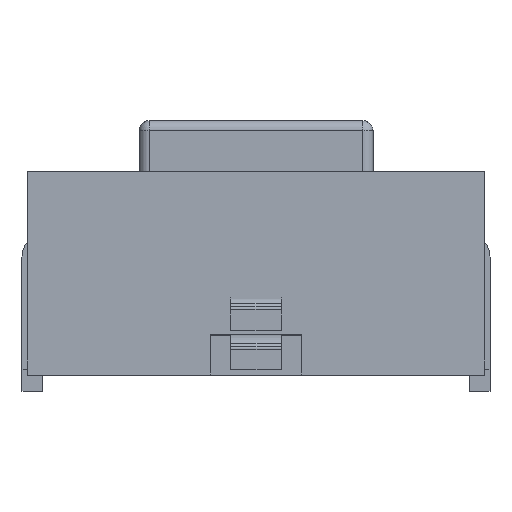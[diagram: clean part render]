
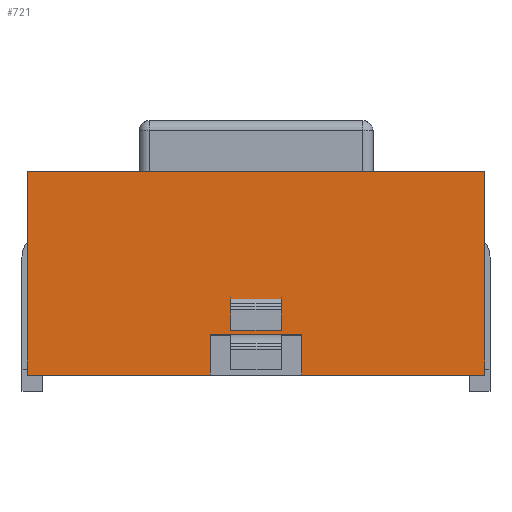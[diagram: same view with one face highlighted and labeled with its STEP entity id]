
A CAD part, left-side view. The second image highlights one B-rep face of the part: STEP entity #721.
In plain terms, the highlighted planar face has unit normal (-1, 0, 0).
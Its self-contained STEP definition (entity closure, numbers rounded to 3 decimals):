
#721 = ADVANCED_FACE( '', ( #1456 ), #1457, .F. );
#1456 = FACE_OUTER_BOUND( '', #2193, .T. );
#1457 = PLANE( '', #2194 );
#2193 = EDGE_LOOP( '', ( #4352, #4353, #4354, #4355, #4356, #4357, #4358, #4359 ) );
#2194 = AXIS2_PLACEMENT_3D( '', #4360, #4361, #4362 );
#4352 = ORIENTED_EDGE( '', *, *, #4518, .T. );
#4353 = ORIENTED_EDGE( '', *, *, #4508, .T. );
#4354 = ORIENTED_EDGE( '', *, *, #5164, .T. );
#4355 = ORIENTED_EDGE( '', *, *, #5324, .T. );
#4356 = ORIENTED_EDGE( '', *, *, #4720, .F. );
#4357 = ORIENTED_EDGE( '', *, *, #5225, .F. );
#4358 = ORIENTED_EDGE( '', *, *, #4750, .T. );
#4359 = ORIENTED_EDGE( '', *, *, #5292, .T. );
#4360 = CARTESIAN_POINT( '', ( -3.4, 2.25, -0.95 ) );
#4361 = DIRECTION( '', ( 1., 0., 0. ) );
#4362 = DIRECTION( '', ( 0., 0., -1. ) );
#4508 = EDGE_CURVE( '', #5416, #5423, #5425, .T. );
#4518 = EDGE_CURVE( '', #5437, #5416, #5441, .T. );
#4720 = EDGE_CURVE( '', #5791, #5793, #5794, .T. );
#4750 = EDGE_CURVE( '', #5844, #5842, #5845, .T. );
#5164 = EDGE_CURVE( '', #5423, #6450, #6451, .T. );
#5225 = EDGE_CURVE( '', #5844, #5791, #6520, .T. );
#5292 = EDGE_CURVE( '', #5842, #5437, #6588, .T. );
#5324 = EDGE_CURVE( '', #6450, #5793, #6622, .T. );
#5416 = VERTEX_POINT( '', #6748 );
#5423 = VERTEX_POINT( '', #6758 );
#5425 = LINE( '', #6761, #6762 );
#5437 = VERTEX_POINT( '', #6779 );
#5441 = LINE( '', #6785, #6786 );
#5791 = VERTEX_POINT( '', #7288 );
#5793 = VERTEX_POINT( '', #7291 );
#5794 = LINE( '', #7292, #7293 );
#5842 = VERTEX_POINT( '', #7366 );
#5844 = VERTEX_POINT( '', #7369 );
#5845 = LINE( '', #7370, #7371 );
#6450 = VERTEX_POINT( '', #8271 );
#6451 = LINE( '', #8272, #8273 );
#6520 = LINE( '', #8378, #8379 );
#6588 = LINE( '', #8469, #8470 );
#6622 = LINE( '', #8514, #8515 );
#6748 = CARTESIAN_POINT( '', ( -3.4, -0.45, -0.5 ) );
#6758 = CARTESIAN_POINT( '', ( -3.4, -0.45, -0.9 ) );
#6761 = CARTESIAN_POINT( '', ( -3.4, -0.45, -0.95 ) );
#6762 = VECTOR( '', #8570, 1000. );
#6779 = CARTESIAN_POINT( '', ( -3.4, 0.45, -0.5 ) );
#6785 = CARTESIAN_POINT( '', ( -3.4, 2.25, -0.5 ) );
#6786 = VECTOR( '', #8578, 1000. );
#7288 = CARTESIAN_POINT( '', ( -3.4, 2.25, 1.1 ) );
#7291 = CARTESIAN_POINT( '', ( -3.4, -2.25, 1.1 ) );
#7292 = CARTESIAN_POINT( '', ( -3.4, 2.25, 1.1 ) );
#7293 = VECTOR( '', #8777, 1000. );
#7366 = CARTESIAN_POINT( '', ( -3.4, 0.45, -0.9 ) );
#7369 = CARTESIAN_POINT( '', ( -3.4, 2.25, -0.9 ) );
#7370 = CARTESIAN_POINT( '', ( -3.4, 6.146, -0.9 ) );
#7371 = VECTOR( '', #8804, 1000. );
#8271 = CARTESIAN_POINT( '', ( -3.4, -2.25, -0.9 ) );
#8272 = CARTESIAN_POINT( '', ( -3.4, 6.146, -0.9 ) );
#8273 = VECTOR( '', #9169, 1000. );
#8378 = CARTESIAN_POINT( '', ( -3.4, 2.25, -0.95 ) );
#8379 = VECTOR( '', #9221, 1000. );
#8469 = CARTESIAN_POINT( '', ( -3.4, 0.45, -0.95 ) );
#8470 = VECTOR( '', #9253, 1000. );
#8514 = CARTESIAN_POINT( '', ( -3.4, -2.25, -0.95 ) );
#8515 = VECTOR( '', #9264, 1000. );
#8570 = DIRECTION( '', ( 0., 0., -1. ) );
#8578 = DIRECTION( '', ( 0., -1., 0. ) );
#8777 = DIRECTION( '', ( 0., -1., 0. ) );
#8804 = DIRECTION( '', ( 0., -1., 0. ) );
#9169 = DIRECTION( '', ( 0., -1., 0. ) );
#9221 = DIRECTION( '', ( 0., 0., 1. ) );
#9253 = DIRECTION( '', ( 0., 0., 1. ) );
#9264 = DIRECTION( '', ( 0., 0., 1. ) );
